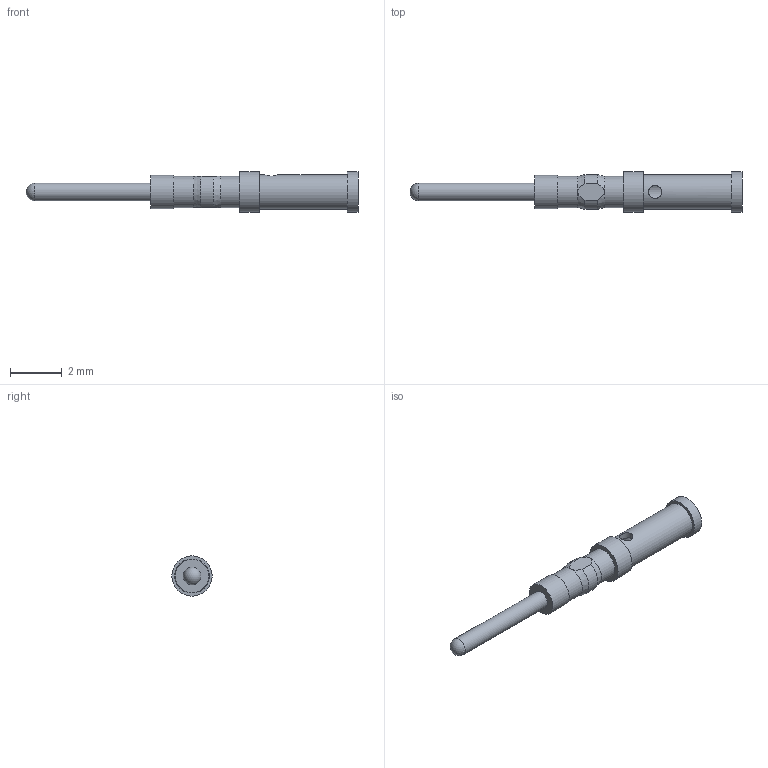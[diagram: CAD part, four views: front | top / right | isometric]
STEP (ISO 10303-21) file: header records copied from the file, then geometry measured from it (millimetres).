
FILE_DESCRIPTION (( 'STEP AP214' ), '1' );
FILE_NAME ('ICS70 B1 P2C5.STEP', '2013-07-26T10:39:40', ( 'Authorized User' ), ( '' ), 'SwSTEP 2.0', 'SolidWorks 2012', '' );
FILE_SCHEMA (( 'AUTOMOTIVE_DESIGN' ));
Length unit declared in the file: inch
Products named in the file (1): ICS70 B1 P2C5
Bounding box: 12.82 x 1.56 x 1.56 mm (x, y, z)
Volume: 10.5 mm3; surface area: 58.9 mm2
Topology: 1 solids, 1 shells, 26 faces, 52 edges, 31 vertices
Faces by surface type: cylinder 11, plane 8, cone 6, sphere 1
Full cylindrical faces by diameter (mm): 0.508 x1, 0.688 x1, 0.868 x1, 1.201 x2, 1.29 x1, 1.328 x1, 1.557 x2
Entity records: 702 total; most frequent: CARTESIAN_POINT 183, DIRECTION 104, ORIENTED_EDGE 74, AXIS2_PLACEMENT_3D 50, EDGE_LOOP 44, EDGE_CURVE 37, FACE_OUTER_BOUND 35, VERTEX_POINT 29
